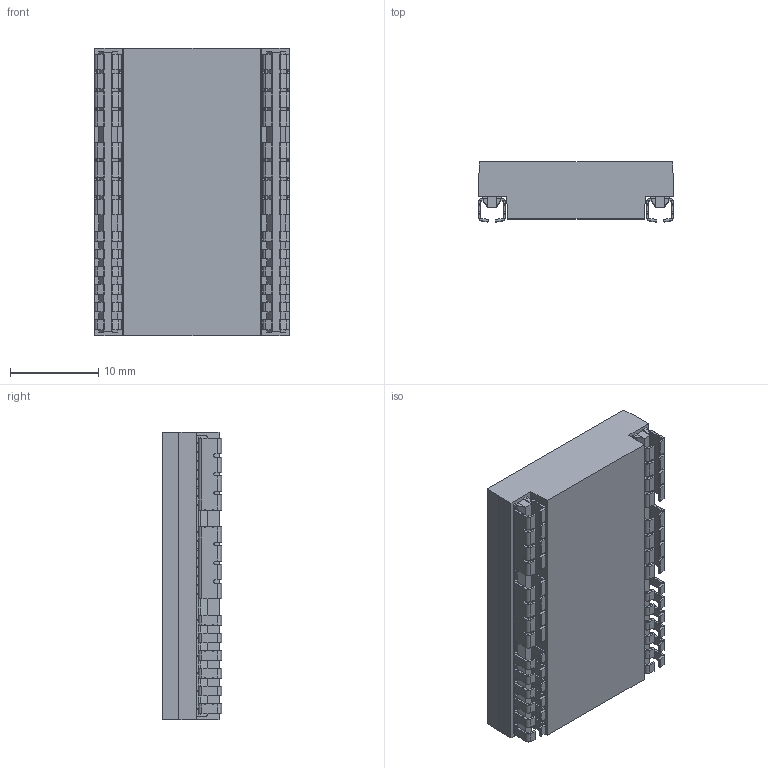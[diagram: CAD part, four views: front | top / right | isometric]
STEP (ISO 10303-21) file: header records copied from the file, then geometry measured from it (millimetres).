
FILE_DESCRIPTION (( 'STEP AP214' ), '1' );
FILE_NAME ('36053.STEP', '2011-03-02T17:23:44', ( 'ABC' ), ( 'ABC' ), 'SwSTEP 2.0', 'SolidWorks 2011', '' );
FILE_SCHEMA (( 'AUTOMOTIVE_DESIGN' ));
Length unit declared in the file: inch
Products named in the file (1): 36053
Bounding box: 22.01 x 6.76 x 32.5 mm (x, y, z)
Volume: 4266.3 mm3; surface area: 2923.2 mm2
Topology: 1 solids, 1 shells, 1632 faces, 4874 edges, 3204 vertices
Faces by surface type: plane 1008, cylinder 624
Entity records: 76190 total; most frequent: ORIENTED_EDGE 9748, CARTESIAN_POINT 9711, DIRECTION 9388, EDGE_CURVE 4874, VECTOR 3626, LINE 3626, VERTEX_POINT 3204, AXIS2_PLACEMENT_3D 2881
